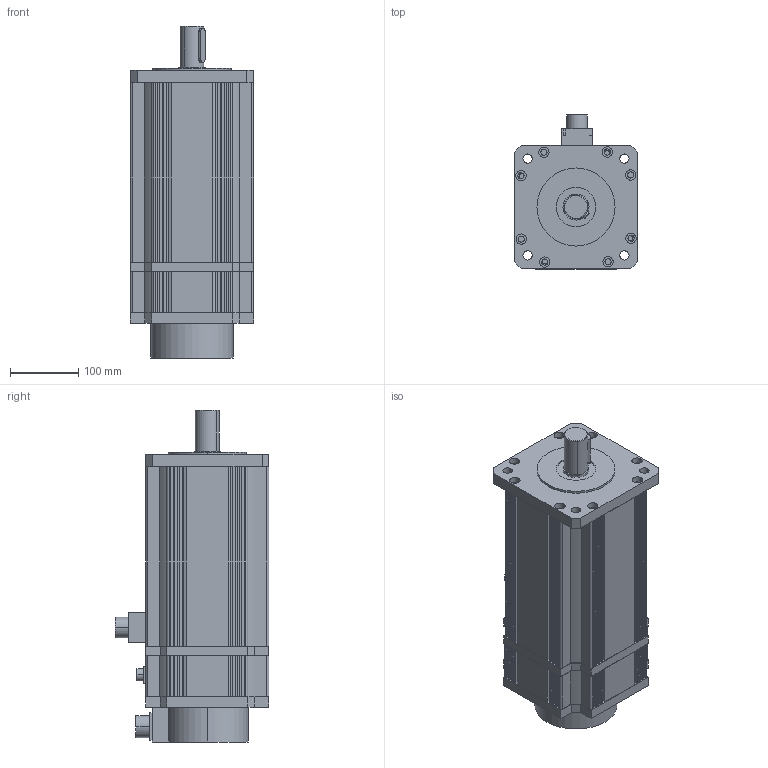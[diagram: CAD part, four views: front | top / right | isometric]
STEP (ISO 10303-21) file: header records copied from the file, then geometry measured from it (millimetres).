
FILE_DESCRIPTION (( 'STEP AP203' ), '1' );
FILE_NAME ('180-35N（带抱闸）.STEP', '2017-06-25T07:58:19', ( '' ), ( '' ), 'SwSTEP 2.0', 'SolidWorks 2014', '' );
FILE_SCHEMA (( 'CONFIG_CONTROL_DESIGN' ));
Length unit declared in the file: millimetre
Products named in the file (13): 180 惕掅綴裔; 180惕掅瑤脣; 130瑤脣2; 130瑤脣; 180-35Nㄗ湍惕掅ㄘ; 180蛌粣; 180惕掅蚾饜极; 180晤鎢ん; 180惕掅儂褲; 瑩10; 180 綴裔; 180ヶ裔; 35N儂褲
Assembly tree (12 placements, depth 3):
  180-35Nㄗ湍惕掅ㄘ
    35N儂褲
    130瑤脣
    130瑤脣2
    瑩10
    180蛌粣
    180ヶ裔
    180 綴裔
    180晤鎢ん
    180惕掅蚾饜极
      180惕掅儂褲
      180 惕掅綴裔
      180惕掅瑤脣
Bounding box: 180 x 224.92 x 485 mm (x, y, z)
Volume: 3903074.6 mm3; surface area: 817146.2 mm2
Topology: 11 solids, 11 shells, 622 faces, 1649 edges, 1092 vertices
Faces by surface type: plane 408, cylinder 204, cone 8, torus 2
Entity records: 20798 total; most frequent: CARTESIAN_POINT 3442, DIRECTION 3323, ORIENTED_EDGE 3282, EDGE_CURVE 1641, LINE 1229, VECTOR 1229, VERTEX_POINT 1092, AXIS2_PLACEMENT_3D 1047
